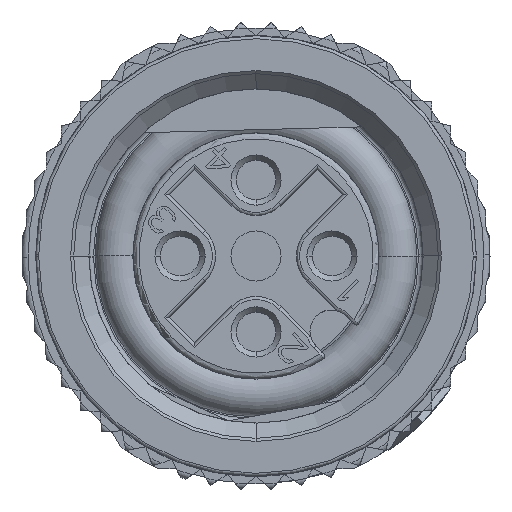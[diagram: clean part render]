
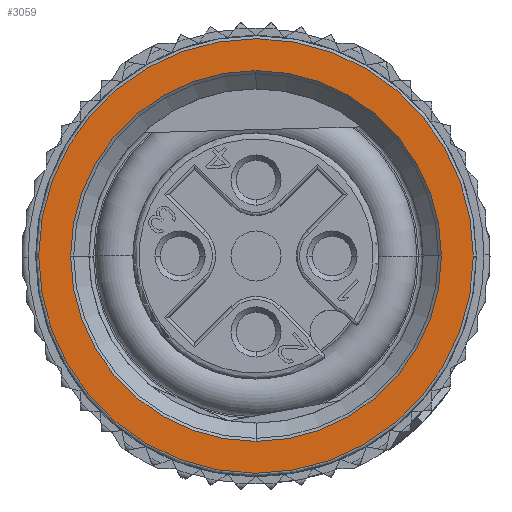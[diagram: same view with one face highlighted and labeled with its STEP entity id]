
A CAD part, front view. The second image highlights one B-rep face of the part: STEP entity #3059.
In plain terms, the highlighted planar face has unit normal (0, -1, 0).
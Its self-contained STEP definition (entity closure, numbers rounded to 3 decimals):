
#3059=ADVANCED_FACE('',(#6238,#6239),#6240,.T.);
#6238=FACE_OUTER_BOUND('',#15944,.T.);
#6239=FACE_BOUND('',#15945,.T.);
#6240=PLANE('',#15946);
#15944=EDGE_LOOP('',(#30408,#30409,#30410,#30411));
#15945=EDGE_LOOP('',(#30412,#30413,#30414,#30415));
#15946=AXIS2_PLACEMENT_3D('',#30416,#30417,#30418);
#30408=ORIENTED_EDGE('',*,*,#34848,.F.);
#30409=ORIENTED_EDGE('',*,*,#33247,.F.);
#30410=ORIENTED_EDGE('',*,*,#34846,.F.);
#30411=ORIENTED_EDGE('',*,*,#33252,.F.);
#30412=ORIENTED_EDGE('',*,*,#34856,.F.);
#30413=ORIENTED_EDGE('',*,*,#33230,.F.);
#30414=ORIENTED_EDGE('',*,*,#33237,.F.);
#30415=ORIENTED_EDGE('',*,*,#34857,.F.);
#30416=CARTESIAN_POINT('',(0.0,-12.4,0.0));
#30417=DIRECTION('',(0.0,-1.0,0.0));
#30418=DIRECTION('',(1.0,0.0,0.0));
#33230=EDGE_CURVE('',#37751,#37749,#37753,.T.);
#33237=EDGE_CURVE('',#37761,#37751,#37763,.T.);
#33247=EDGE_CURVE('',#37779,#37775,#37781,.T.);
#33252=EDGE_CURVE('',#37788,#37784,#37790,.T.);
#34846=EDGE_CURVE('',#37784,#37779,#40080,.T.);
#34848=EDGE_CURVE('',#37775,#37788,#40082,.T.);
#34856=EDGE_CURVE('',#37749,#40091,#40092,.T.);
#34857=EDGE_CURVE('',#40091,#37761,#40093,.T.);
#37749=VERTEX_POINT('',#44536);
#37751=VERTEX_POINT('',#44539);
#37753=CIRCLE('',#44542,6.1);
#37761=VERTEX_POINT('',#44551);
#37763=CIRCLE('',#44554,6.1);
#37775=VERTEX_POINT('',#44566);
#37779=VERTEX_POINT('',#44570);
#37781=CIRCLE('',#44572,7.15);
#37784=VERTEX_POINT('',#44575);
#37788=VERTEX_POINT('',#44579);
#37790=CIRCLE('',#44581,7.15);
#40080=CIRCLE('',#49780,7.15);
#40082=CIRCLE('',#49782,7.15);
#40091=VERTEX_POINT('',#49793);
#40092=CIRCLE('',#49794,6.1);
#40093=CIRCLE('',#49795,6.1);
#44536=CARTESIAN_POINT('',(0.0,-12.4,6.1));
#44539=CARTESIAN_POINT('',(6.1,-12.4,0.0));
#44542=AXIS2_PLACEMENT_3D('',#55714,#55715,#55716);
#44551=CARTESIAN_POINT('',(0.0,-12.4,-6.1));
#44554=AXIS2_PLACEMENT_3D('',#55725,#55726,#55727);
#44566=CARTESIAN_POINT('',(-7.15,-12.4,0.052));
#44570=CARTESIAN_POINT('',(-7.15,-12.4,0.0));
#44572=AXIS2_PLACEMENT_3D('',#55749,#55750,#55751);
#44575=CARTESIAN_POINT('',(7.15,-12.4,-0.052));
#44579=CARTESIAN_POINT('',(7.15,-12.4,0.0));
#44581=AXIS2_PLACEMENT_3D('',#55761,#55762,#55763);
#49780=AXIS2_PLACEMENT_3D('',#57662,#57663,#57664);
#49782=AXIS2_PLACEMENT_3D('',#57665,#57666,#57667);
#49793=CARTESIAN_POINT('',(-6.1,-12.4,0.0));
#49794=AXIS2_PLACEMENT_3D('',#57676,#57677,#57678);
#49795=AXIS2_PLACEMENT_3D('',#57679,#57680,#57681);
#55714=CARTESIAN_POINT('',(0.0,-12.4,0.0));
#55715=DIRECTION('',(0.0,-1.0,0.0));
#55716=DIRECTION('',(1.0,0.0,0.0));
#55725=CARTESIAN_POINT('',(0.0,-12.4,0.0));
#55726=DIRECTION('',(0.0,-1.0,0.0));
#55727=DIRECTION('',(0.0,0.0,-1.0));
#55749=CARTESIAN_POINT('',(0.0,-12.4,0.0));
#55750=DIRECTION('',(0.0,1.0,0.0));
#55751=DIRECTION('',(-1.0,0.0,0.0));
#55761=CARTESIAN_POINT('',(0.0,-12.4,0.0));
#55762=DIRECTION('',(-0.0,1.0,0.0));
#55763=DIRECTION('',(1.0,0.0,0.0));
#57662=CARTESIAN_POINT('',(0.0,-12.4,0.0));
#57663=DIRECTION('',(0.0,1.0,0.0));
#57664=DIRECTION('',(1.,0.0,-0.007));
#57665=CARTESIAN_POINT('',(0.0,-12.4,0.0));
#57666=DIRECTION('',(0.0,1.0,0.0));
#57667=DIRECTION('',(-1.,0.0,0.007));
#57676=CARTESIAN_POINT('',(0.0,-12.4,0.0));
#57677=DIRECTION('',(0.0,-1.0,0.0));
#57678=DIRECTION('',(0.0,0.0,1.0));
#57679=CARTESIAN_POINT('',(0.0,-12.4,0.0));
#57680=DIRECTION('',(0.0,-1.0,0.0));
#57681=DIRECTION('',(-1.0,0.0,0.0));
